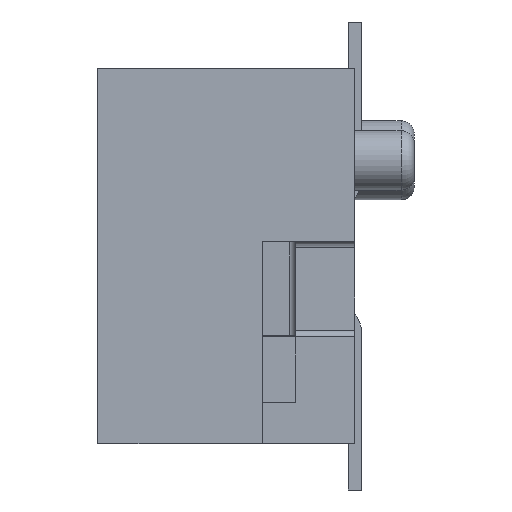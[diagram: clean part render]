
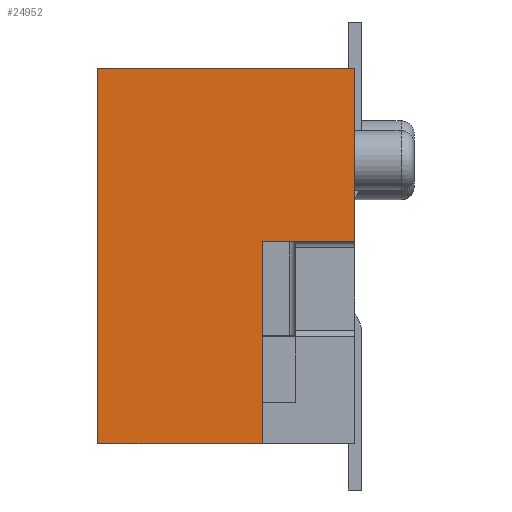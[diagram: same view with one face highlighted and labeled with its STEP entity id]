
A CAD part, left-side view. The second image highlights one B-rep face of the part: STEP entity #24952.
In plain terms, the highlighted planar face has unit normal (-1, 0, 0).
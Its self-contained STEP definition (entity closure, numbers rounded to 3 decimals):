
#638 = CARTESIAN_POINT ( 'NONE',  ( -7.9, 0.1, -2.85 ) ) ;
#860 = CARTESIAN_POINT ( 'NONE',  ( -7.9, 0.1, 2.85 ) ) ;
#1121 = LINE ( 'NONE', #25722, #14258 ) ;
#1122 = DIRECTION ( 'NONE',  ( 0., 0., -1. ) ) ;
#1431 = EDGE_CURVE ( 'NONE', #30414, #26686, #19568, .T. ) ;
#1966 = EDGE_CURVE ( 'NONE', #3597, #9225, #1121, .T. ) ;
#2074 = DIRECTION ( 'NONE',  ( 0., -1., 0. ) ) ;
#2083 = VECTOR ( 'NONE', #15289, 1000. ) ;
#2665 = CARTESIAN_POINT ( 'NONE',  ( -7.9, 4., 2.85 ) ) ;
#3420 = EDGE_CURVE ( 'NONE', #26686, #5852, #11549, .T. ) ;
#3489 = ORIENTED_EDGE ( 'NONE', *, *, #1431, .F. ) ;
#3597 = VERTEX_POINT ( 'NONE', #11272 ) ;
#4534 = VECTOR ( 'NONE', #30503, 1000. ) ;
#4692 = LINE ( 'NONE', #638, #2083 ) ;
#4989 = ORIENTED_EDGE ( 'NONE', *, *, #3420, .F. ) ;
#5056 = VECTOR ( 'NONE', #2074, 1000. ) ;
#5106 = CARTESIAN_POINT ( 'NONE',  ( -7.9, 1.5, -2.85 ) ) ;
#5652 = EDGE_CURVE ( 'NONE', #3597, #5852, #22659, .T. ) ;
#5852 = VERTEX_POINT ( 'NONE', #5106 ) ;
#6395 = ORIENTED_EDGE ( 'NONE', *, *, #8263, .F. ) ;
#7306 = ORIENTED_EDGE ( 'NONE', *, *, #21017, .T. ) ;
#7440 = VECTOR ( 'NONE', #1122, 1000. ) ;
#8263 = EDGE_CURVE ( 'NONE', #9225, #29428, #27783, .T. ) ;
#9019 = FACE_OUTER_BOUND ( 'NONE', #27820, .T. ) ;
#9118 = CARTESIAN_POINT ( 'NONE',  ( -7.9, 4., -2.85 ) ) ;
#9225 = VERTEX_POINT ( 'NONE', #2665 ) ;
#11120 = CARTESIAN_POINT ( 'NONE',  ( -7.9, 1.5, 0.225 ) ) ;
#11272 = CARTESIAN_POINT ( 'NONE',  ( -7.9, 4., -2.85 ) ) ;
#11360 = AXIS2_PLACEMENT_3D ( 'NONE', #9118, #25898, #11534 ) ;
#11534 = DIRECTION ( 'NONE',  ( 0., 0., -1. ) ) ;
#11549 = LINE ( 'NONE', #18090, #7440 ) ;
#13094 = CARTESIAN_POINT ( 'NONE',  ( -7.9, 4., 2.85 ) ) ;
#14258 = VECTOR ( 'NONE', #21312, 1000. ) ;
#15289 = DIRECTION ( 'NONE',  ( 0., 0., 1. ) ) ;
#15620 = CARTESIAN_POINT ( 'NONE',  ( -7.9, 0.1, 0.225 ) ) ;
#16542 = VECTOR ( 'NONE', #24139, 1000. ) ;
#18090 = CARTESIAN_POINT ( 'NONE',  ( -7.9, 1.5, 0.225 ) ) ;
#19568 = LINE ( 'NONE', #28647, #16542 ) ;
#21017 = EDGE_CURVE ( 'NONE', #30414, #29428, #4692, .T. ) ;
#21312 = DIRECTION ( 'NONE',  ( 0., 0., 1. ) ) ;
#22659 = LINE ( 'NONE', #23341, #5056 ) ;
#23341 = CARTESIAN_POINT ( 'NONE',  ( -7.9, 4., -2.85 ) ) ;
#23490 = PLANE ( 'NONE',  #11360 ) ;
#24139 = DIRECTION ( 'NONE',  ( 0., 1., 0. ) ) ;
#24546 = ORIENTED_EDGE ( 'NONE', *, *, #1966, .F. ) ;
#24952 = ADVANCED_FACE ( 'NONE', ( #9019 ), #23490, .F. ) ;
#25722 = CARTESIAN_POINT ( 'NONE',  ( -7.9, 4., -2.85 ) ) ;
#25898 = DIRECTION ( 'NONE',  ( 1., 0., 0. ) ) ;
#26686 = VERTEX_POINT ( 'NONE', #11120 ) ;
#27783 = LINE ( 'NONE', #13094, #4534 ) ;
#27820 = EDGE_LOOP ( 'NONE', ( #28561, #4989, #3489, #7306, #6395, #24546 ) ) ;
#28561 = ORIENTED_EDGE ( 'NONE', *, *, #5652, .T. ) ;
#28647 = CARTESIAN_POINT ( 'NONE',  ( -7.9, 1.5, 0.225 ) ) ;
#29428 = VERTEX_POINT ( 'NONE', #860 ) ;
#30414 = VERTEX_POINT ( 'NONE', #15620 ) ;
#30503 = DIRECTION ( 'NONE',  ( 0., -1., 0. ) ) ;
